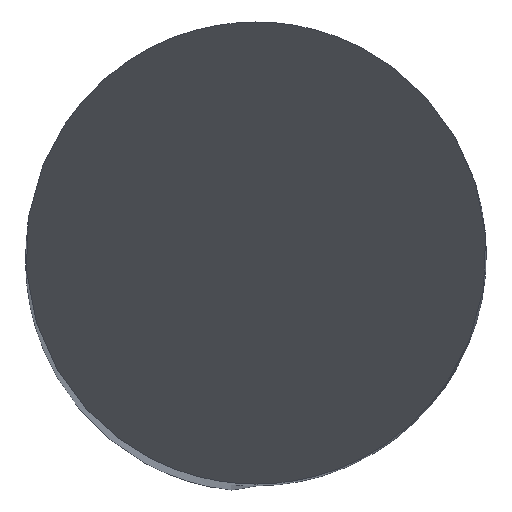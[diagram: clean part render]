
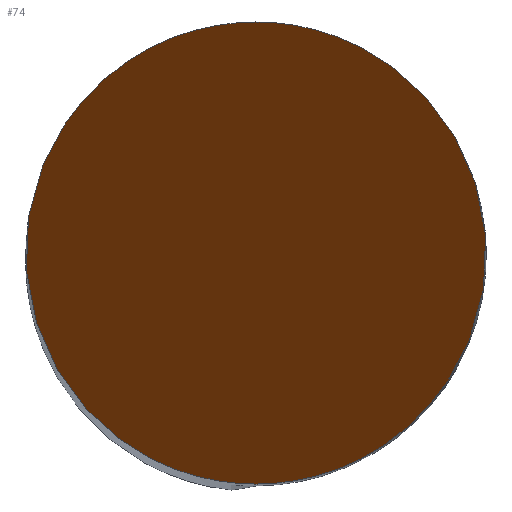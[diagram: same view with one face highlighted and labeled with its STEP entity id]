
A CAD part, top view. The second image highlights one B-rep face of the part: STEP entity #74.
In plain terms, the highlighted planar face has unit normal (0, -0.866, 0.5).
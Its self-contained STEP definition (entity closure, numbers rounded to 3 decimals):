
#52=PLANE('',#560);
#74=ADVANCED_FACE('',(#106),#52,.F.);
#106=FACE_OUTER_BOUND('',#133,.T.);
#133=EDGE_LOOP('',(#261,#262));
#261=ORIENTED_EDGE('',*,*,#418,.T.);
#262=ORIENTED_EDGE('',*,*,#424,.T.);
#365=VERTEX_POINT('',#1283);
#366=VERTEX_POINT('',#1288);
#418=EDGE_CURVE('',#366,#365,#511,.T.);
#424=EDGE_CURVE('',#365,#366,#512,.T.);
#511=(
BOUNDED_CURVE()
B_SPLINE_CURVE(3,(#1284,#1285,#1286,#1287),.UNSPECIFIED.,.F.,.F.)
B_SPLINE_CURVE_WITH_KNOTS((4,4),(0.,1.),.UNSPECIFIED.)
CURVE()
GEOMETRIC_REPRESENTATION_ITEM()
RATIONAL_B_SPLINE_CURVE((1.,0.333,0.333,1.))
REPRESENTATION_ITEM('')
);
#512=(
BOUNDED_CURVE()
B_SPLINE_CURVE(3,(#1298,#1299,#1300,#1301),.UNSPECIFIED.,.F.,.F.)
B_SPLINE_CURVE_WITH_KNOTS((4,4),(0.,1.),.UNSPECIFIED.)
CURVE()
GEOMETRIC_REPRESENTATION_ITEM()
RATIONAL_B_SPLINE_CURVE((1.,0.333,0.333,1.))
REPRESENTATION_ITEM('')
);
#560=AXIS2_PLACEMENT_3D('',#1380,#612,#613);
#612=DIRECTION('',(0.,0.866,-0.5));
#613=DIRECTION('',(0.,0.5,0.866));
#1283=CARTESIAN_POINT('',(0.,3.5,6.062));
#1284=CARTESIAN_POINT('',(0.,-3.5,-6.062));
#1285=CARTESIAN_POINT('',(7.,-3.5,-6.062));
#1286=CARTESIAN_POINT('',(7.,3.5,6.062));
#1287=CARTESIAN_POINT('',(0.,3.5,6.062));
#1288=CARTESIAN_POINT('',(0.,-3.5,-6.062));
#1298=CARTESIAN_POINT('',(0.,3.5,6.062));
#1299=CARTESIAN_POINT('',(-7.,3.5,6.062));
#1300=CARTESIAN_POINT('',(-7.,-3.5,-6.062));
#1301=CARTESIAN_POINT('',(0.,-3.5,-6.062));
#1380=CARTESIAN_POINT('',(-5.,3.5,6.062));
